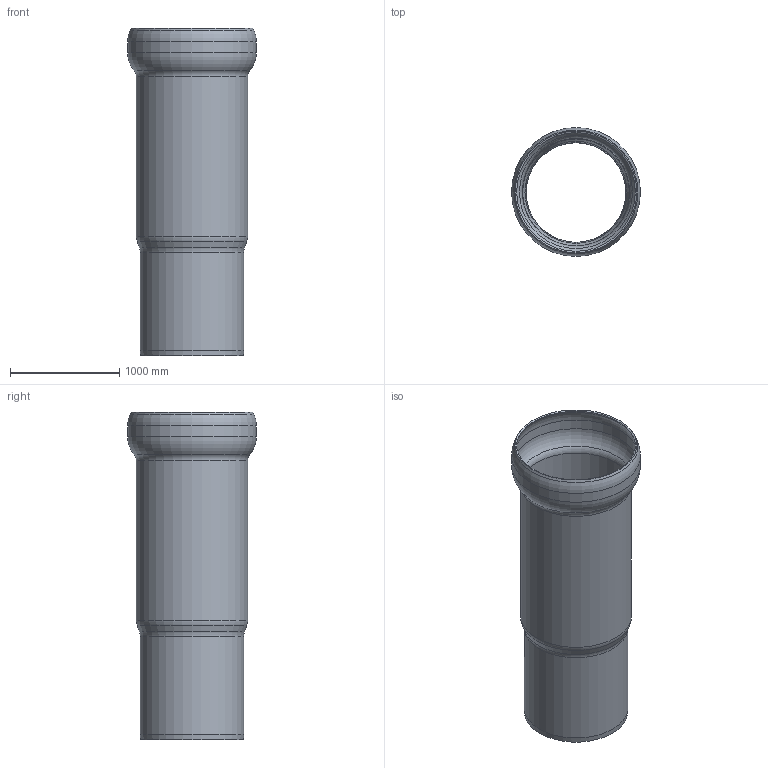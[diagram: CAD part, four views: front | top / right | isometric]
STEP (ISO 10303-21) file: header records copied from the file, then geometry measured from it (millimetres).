
FILE_DESCRIPTION(/* description */ (''),/* implementation_level */ '2;1');
FILE_NAME(/* name */ '08009.100X_3D.stp',/* time_stamp */ '2024-12-11T14:18:05+01:00',/* author */ ('CAD'),/* organization */ (''),/* preprocessor_version */ 'ST-DEVELOPER v20',/* originating_system */ 'AutoCAD Mechanical',/* authorisation */ '');
FILE_SCHEMA (('AUTOMOTIVE_DESIGN { 1 0 10303 214 3 1 1 }'));
Length unit declared in the file: centimetre
Products named in the file (2): Product; *S4
Assembly tree (1 placements, depth 2):
  Product
    *S4
Bounding box: 1180 x 1180 x 3000 mm (x, y, z)
Volume: 142531436.7 mm3; surface area: 19099944.8 mm2
Topology: 1 solids, 1 shells, 24 faces, 65 edges, 42 vertices
Faces by surface type: torus 10, cone 8, cylinder 6
Full cylindrical faces by diameter (mm): 920 x1, 950 x1, 990 x1, 1020 x1, 1150 x1, 1180 x1
Entity records: 847 total; most frequent: DIRECTION 169, CARTESIAN_POINT 134, ORIENTED_EDGE 128, AXIS2_PLACEMENT_3D 77, EDGE_CURVE 64, CIRCLE 50, VERTEX_POINT 40, FACE_OUTER_BOUND 24
